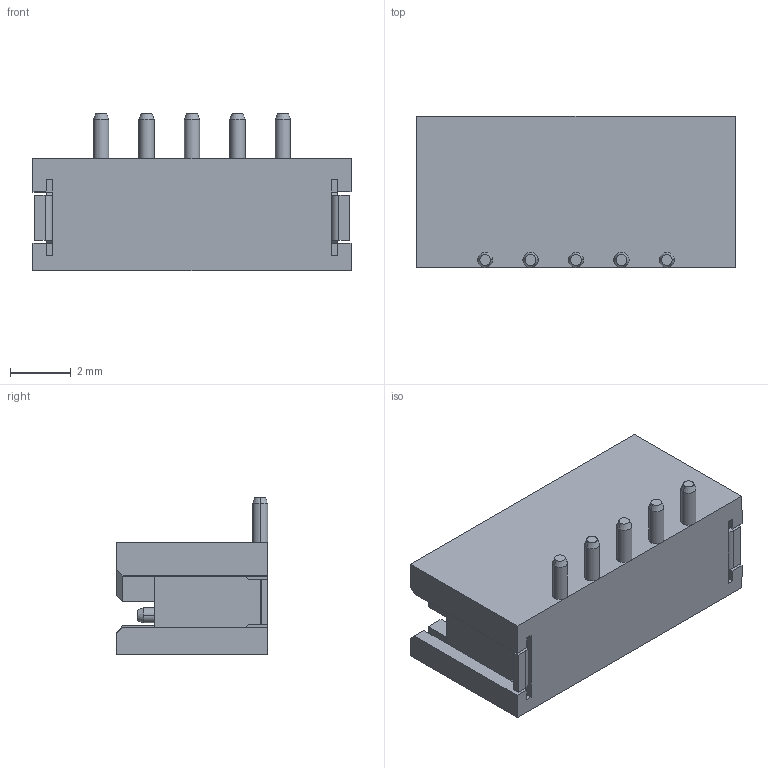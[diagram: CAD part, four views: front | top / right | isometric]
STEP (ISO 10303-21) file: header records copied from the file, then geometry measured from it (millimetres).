
FILE_DESCRIPTION (( 'STEP AP214' ), '1' );
FILE_NAME ('B5B-ZR-SM4-TF.STEP', '2023-11-03T15:09:14', ( '' ), ( '' ), 'SwSTEP 2.0', 'SolidWorks 2021', '' );
FILE_SCHEMA (( 'AUTOMOTIVE_DESIGN' ));
Length unit declared in the file: millimetre
Products named in the file (3): B5B-ZR-SM4-TF; BxB-ZR-SM4_5; BxB-ZR-SM4 pins_5
Assembly tree (2 placements, depth 2):
  B5B-ZR-SM4-TF
    BxB-ZR-SM4_5
    BxB-ZR-SM4 pins_5
Bounding box: 10.5 x 5 x 5.2 mm (x, y, z)
Volume: 116.8 mm3; surface area: 384.2 mm2
Topology: 13 solids, 13 shells, 154 faces, 354 edges, 226 vertices
Faces by surface type: plane 110, cylinder 24, cone 20
Entity records: 4505 total; most frequent: DIRECTION 750, CARTESIAN_POINT 739, ORIENTED_EDGE 708, EDGE_CURVE 354, LINE 276, VECTOR 276, AXIS2_PLACEMENT_3D 237, VERTEX_POINT 226
